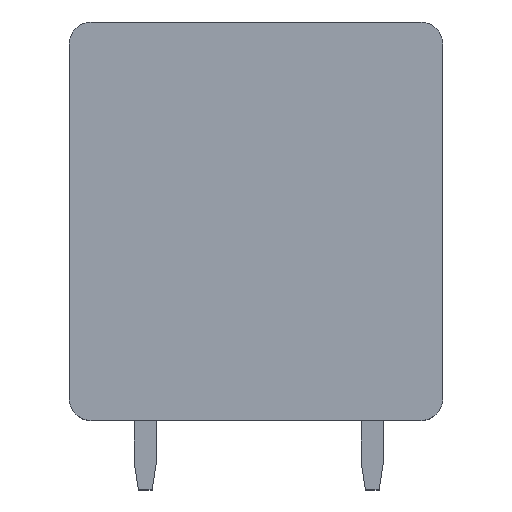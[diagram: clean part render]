
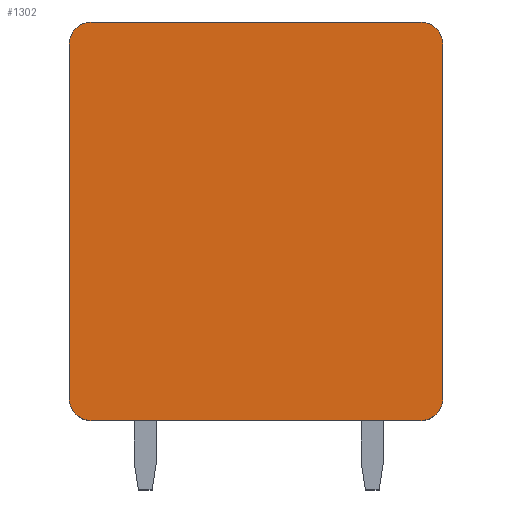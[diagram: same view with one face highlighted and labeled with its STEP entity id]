
A CAD part, top view. The second image highlights one B-rep face of the part: STEP entity #1302.
In plain terms, the highlighted planar face has unit normal (0, 0, 1).
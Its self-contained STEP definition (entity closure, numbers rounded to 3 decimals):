
#215=CARTESIAN_POINT('',(-5.95,6.4,1.75));
#216=DIRECTION('',(0.,0.,1.));
#217=DIRECTION('',(0.,1.,0.));
#218=AXIS2_PLACEMENT_3D('',#215,#216,#217);
#220=DIRECTION('',(-1.,0.,0.));
#221=VECTOR('',#220,11.9);
#222=CARTESIAN_POINT('',(5.95,7.2,1.75));
#223=LINE('',#222,#221);
#224=CARTESIAN_POINT('',(5.95,6.4,1.75));
#225=DIRECTION('',(0.,0.,1.));
#226=DIRECTION('',(1.,0.,0.));
#227=AXIS2_PLACEMENT_3D('',#224,#225,#226);
#229=DIRECTION('',(0.,1.,0.));
#230=VECTOR('',#229,12.8);
#231=CARTESIAN_POINT('',(6.75,-6.4,1.75));
#232=LINE('',#231,#230);
#233=CARTESIAN_POINT('',(5.95,-6.4,1.75));
#234=DIRECTION('',(0.,0.,1.));
#235=DIRECTION('',(0.,-1.,0.));
#236=AXIS2_PLACEMENT_3D('',#233,#234,#235);
#238=DIRECTION('',(1.,0.,0.));
#239=VECTOR('',#238,11.9);
#240=CARTESIAN_POINT('',(-5.95,-7.2,1.75));
#241=LINE('',#240,#239);
#242=CARTESIAN_POINT('',(-5.95,-6.4,1.75));
#243=DIRECTION('',(0.,0.,1.));
#244=DIRECTION('',(-1.,0.,0.));
#245=AXIS2_PLACEMENT_3D('',#242,#243,#244);
#247=DIRECTION('',(0.,-1.,0.));
#248=VECTOR('',#247,12.8);
#249=CARTESIAN_POINT('',(-6.75,6.4,1.75));
#250=LINE('',#249,#248);
#859=CARTESIAN_POINT('',(-5.95,7.2,1.75));
#860=VERTEX_POINT('',#859);
#861=CARTESIAN_POINT('',(-6.75,6.4,1.75));
#862=VERTEX_POINT('',#861);
#867=CARTESIAN_POINT('',(6.75,6.4,1.75));
#868=VERTEX_POINT('',#867);
#869=CARTESIAN_POINT('',(5.95,7.2,1.75));
#870=VERTEX_POINT('',#869);
#875=CARTESIAN_POINT('',(-6.75,-6.4,1.75));
#876=VERTEX_POINT('',#875);
#877=CARTESIAN_POINT('',(-5.95,-7.2,1.75));
#878=VERTEX_POINT('',#877);
#883=CARTESIAN_POINT('',(5.95,-7.2,1.75));
#884=VERTEX_POINT('',#883);
#885=CARTESIAN_POINT('',(6.75,-6.4,1.75));
#886=VERTEX_POINT('',#885);
#1287=CARTESIAN_POINT('',(0.,0.,1.75));
#1288=DIRECTION('',(0.,0.,1.));
#1289=DIRECTION('',(1.,0.,0.));
#1290=AXIS2_PLACEMENT_3D('',#1287,#1288,#1289);
#1291=PLANE('',#1290);
#1292=ORIENTED_EDGE('',*,*,#1105,.F.);
#1293=ORIENTED_EDGE('',*,*,#1121,.F.);
#1294=ORIENTED_EDGE('',*,*,#1162,.F.);
#1295=ORIENTED_EDGE('',*,*,#1177,.F.);
#1296=ORIENTED_EDGE('',*,*,#1210,.F.);
#1297=ORIENTED_EDGE('',*,*,#1223,.F.);
#1298=ORIENTED_EDGE('',*,*,#1258,.F.);
#1299=ORIENTED_EDGE('',*,*,#1270,.F.);
#1300=EDGE_LOOP('',(#1292,#1293,#1294,#1295,#1296,#1297,#1298,#1299));
#1301=FACE_OUTER_BOUND('',#1300,.F.);
#219=CIRCLE('',#218,0.8);
#228=CIRCLE('',#227,0.8);
#237=CIRCLE('',#236,0.8);
#246=CIRCLE('',#245,0.8);
#1105=EDGE_CURVE('',#860,#862,#219,.T.);
#1121=EDGE_CURVE('',#870,#860,#223,.T.);
#1162=EDGE_CURVE('',#868,#870,#228,.T.);
#1177=EDGE_CURVE('',#886,#868,#232,.T.);
#1210=EDGE_CURVE('',#884,#886,#237,.T.);
#1223=EDGE_CURVE('',#878,#884,#241,.T.);
#1258=EDGE_CURVE('',#876,#878,#246,.T.);
#1270=EDGE_CURVE('',#862,#876,#250,.T.);
#1302=ADVANCED_FACE('',(#1301),#1291,.T.);
